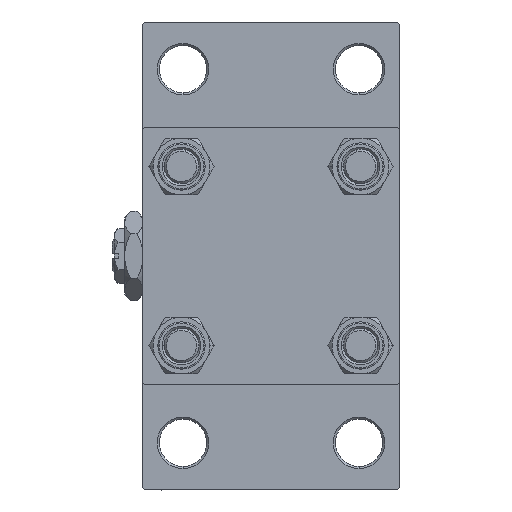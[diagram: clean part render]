
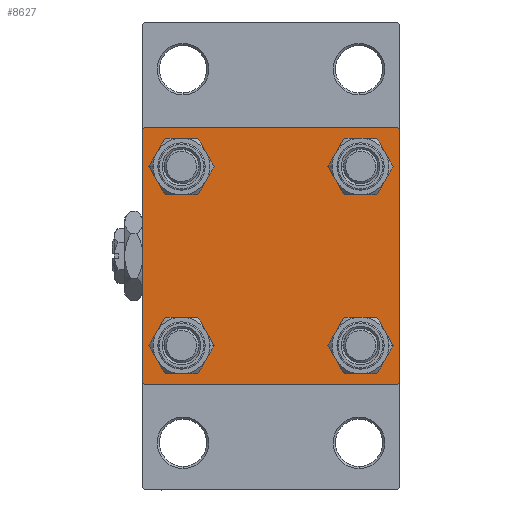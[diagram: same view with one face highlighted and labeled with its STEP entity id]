
A CAD part, left-side view. The second image highlights one B-rep face of the part: STEP entity #8627.
In plain terms, the highlighted planar face has unit normal (-1, 0, 0).
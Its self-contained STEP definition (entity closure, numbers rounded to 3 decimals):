
#29 = DIRECTION ( 'NONE',  ( 0., 0., -1. ) ) ;
#264 = VECTOR ( 'NONE', #4759, 1000. ) ;
#479 = ORIENTED_EDGE ( 'NONE', *, *, #47603, .T. ) ;
#528 = LINE ( 'NONE', #16351, #264 ) ;
#975 = EDGE_CURVE ( 'NONE', #43265, #6025, #38314, .T. ) ;
#1409 = ORIENTED_EDGE ( 'NONE', *, *, #2460, .T. ) ;
#1511 = EDGE_CURVE ( 'NONE', #6025, #43265, #21514, .T. ) ;
#1882 = DIRECTION ( 'NONE',  ( 0., 0., 1. ) ) ;
#2460 = EDGE_CURVE ( 'NONE', #7564, #46436, #3918, .T. ) ;
#2565 = DIRECTION ( 'NONE',  ( 0., 0., 1. ) ) ;
#3086 = VECTOR ( 'NONE', #6993, 1000. ) ;
#3133 = DIRECTION ( 'NONE',  ( 1., 0., 0. ) ) ;
#3615 = EDGE_CURVE ( 'NONE', #33646, #24207, #47796, .T. ) ;
#3918 = CIRCLE ( 'NONE', #19901, 4.5 ) ;
#4609 = CARTESIAN_POINT ( 'NONE',  ( 0., -20.85, -16.35 ) ) ;
#4759 = DIRECTION ( 'NONE',  ( 0., -1., 0. ) ) ;
#5271 = CIRCLE ( 'NONE', #8619, 4.5 ) ;
#5331 = CARTESIAN_POINT ( 'NONE',  ( 0., 29.75, -29.75 ) ) ;
#5636 = CARTESIAN_POINT ( 'NONE',  ( 0., -29.5, -30. ) ) ;
#5909 = DIRECTION ( 'NONE',  ( 0., 0., 1. ) ) ;
#6025 = VERTEX_POINT ( 'NONE', #16311 ) ;
#6523 = DIRECTION ( 'NONE',  ( 1., 0., 0. ) ) ;
#6993 = DIRECTION ( 'NONE',  ( 0., 0., -1. ) ) ;
#7230 = ORIENTED_EDGE ( 'NONE', *, *, #51938, .T. ) ;
#7399 = CARTESIAN_POINT ( 'NONE',  ( 0., -20.85, 20.85 ) ) ;
#7564 = VERTEX_POINT ( 'NONE', #45076 ) ;
#8131 = DIRECTION ( 'NONE',  ( 0., 0., 1. ) ) ;
#8222 = VERTEX_POINT ( 'NONE', #16243 ) ;
#8465 = CIRCLE ( 'NONE', #28657, 4.5 ) ;
#8619 = AXIS2_PLACEMENT_3D ( 'NONE', #50597, #9530, #1882 ) ;
#8627 = ADVANCED_FACE ( 'NONE', ( #28310, #24352, #11992, #27532, #15415 ), #48314, .T. ) ;
#8709 = CARTESIAN_POINT ( 'NONE',  ( 0., 30., 29.5 ) ) ;
#8934 = CARTESIAN_POINT ( 'NONE',  ( 0., 29.5, -30. ) ) ;
#9236 = VECTOR ( 'NONE', #29193, 1000. ) ;
#9530 = DIRECTION ( 'NONE',  ( 1., 0., 0. ) ) ;
#9590 = EDGE_LOOP ( 'NONE', ( #49531, #7230 ) ) ;
#10647 = EDGE_CURVE ( 'NONE', #8222, #26493, #51101, .T. ) ;
#10668 = EDGE_CURVE ( 'NONE', #46436, #7564, #32769, .T. ) ;
#10779 = CARTESIAN_POINT ( 'NONE',  ( 0., -29.5, 30. ) ) ;
#11014 = EDGE_LOOP ( 'NONE', ( #33718, #23743 ) ) ;
#11315 = VERTEX_POINT ( 'NONE', #39840 ) ;
#11726 = DIRECTION ( 'NONE',  ( 0., 0., 1. ) ) ;
#11759 = CARTESIAN_POINT ( 'NONE',  ( 0., -20.85, -25.35 ) ) ;
#11992 = FACE_BOUND ( 'NONE', #18389, .T. ) ;
#12558 = ORIENTED_EDGE ( 'NONE', *, *, #30202, .T. ) ;
#12846 = CARTESIAN_POINT ( 'NONE',  ( 0., -30., 29.5 ) ) ;
#13367 = LINE ( 'NONE', #49698, #47194 ) ;
#13636 = DIRECTION ( 'NONE',  ( 0., 0.707, -0.707 ) ) ;
#14243 = EDGE_CURVE ( 'NONE', #37278, #49658, #20049, .T. ) ;
#14510 = DIRECTION ( 'NONE',  ( 0., -1., 0. ) ) ;
#14800 = AXIS2_PLACEMENT_3D ( 'NONE', #26155, #37479, #41689 ) ;
#14856 = CARTESIAN_POINT ( 'NONE',  ( 0., 20.85, 20.85 ) ) ;
#14947 = CARTESIAN_POINT ( 'NONE',  ( 0., 20.85, -20.85 ) ) ;
#15332 = EDGE_LOOP ( 'NONE', ( #22336, #31528, #29732, #31895, #41628, #12558, #15990, #26924 ) ) ;
#15415 = FACE_OUTER_BOUND ( 'NONE', #15332, .T. ) ;
#15903 = AXIS2_PLACEMENT_3D ( 'NONE', #43587, #44120, #11726 ) ;
#15990 = ORIENTED_EDGE ( 'NONE', *, *, #10647, .F. ) ;
#16243 = CARTESIAN_POINT ( 'NONE',  ( 0., 29.5, 30. ) ) ;
#16311 = CARTESIAN_POINT ( 'NONE',  ( 0., -20.85, 25.35 ) ) ;
#16351 = CARTESIAN_POINT ( 'NONE',  ( 0., 30., -30. ) ) ;
#16541 = DIRECTION ( 'NONE',  ( 1., 0., 0. ) ) ;
#17804 = AXIS2_PLACEMENT_3D ( 'NONE', #39732, #3133, #22891 ) ;
#18389 = EDGE_LOOP ( 'NONE', ( #1409, #28566 ) ) ;
#18775 = VECTOR ( 'NONE', #19588, 1000. ) ;
#19072 = EDGE_CURVE ( 'NONE', #24168, #49658, #22070, .T. ) ;
#19536 = ORIENTED_EDGE ( 'NONE', *, *, #26521, .T. ) ;
#19588 = DIRECTION ( 'NONE',  ( 0., 0.707, 0.707 ) ) ;
#19881 = VERTEX_POINT ( 'NONE', #8934 ) ;
#19901 = AXIS2_PLACEMENT_3D ( 'NONE', #14947, #6523, #2565 ) ;
#20049 = LINE ( 'NONE', #36120, #22744 ) ;
#20054 = EDGE_LOOP ( 'NONE', ( #19536, #479 ) ) ;
#20354 = DIRECTION ( 'NONE',  ( 0., -0.707, -0.707 ) ) ;
#20421 = CARTESIAN_POINT ( 'NONE',  ( 0., -30., -29.5 ) ) ;
#21449 = CARTESIAN_POINT ( 'NONE',  ( 0., 20.85, 16.35 ) ) ;
#21514 = CIRCLE ( 'NONE', #31617, 4.5 ) ;
#22070 = LINE ( 'NONE', #49197, #9236 ) ;
#22336 = ORIENTED_EDGE ( 'NONE', *, *, #3615, .T. ) ;
#22451 = EDGE_CURVE ( 'NONE', #8222, #33646, #13367, .T. ) ;
#22744 = VECTOR ( 'NONE', #29, 1000. ) ;
#22891 = DIRECTION ( 'NONE',  ( 0., 0., 1. ) ) ;
#23187 = DIRECTION ( 'NONE',  ( 0., 0., 1. ) ) ;
#23743 = ORIENTED_EDGE ( 'NONE', *, *, #975, .T. ) ;
#24168 = VERTEX_POINT ( 'NONE', #5636 ) ;
#24207 = VERTEX_POINT ( 'NONE', #48188 ) ;
#24352 = FACE_BOUND ( 'NONE', #9590, .T. ) ;
#25098 = LINE ( 'NONE', #5331, #41603 ) ;
#25551 = CARTESIAN_POINT ( 'NONE',  ( 0., -20.85, 16.35 ) ) ;
#25687 = AXIS2_PLACEMENT_3D ( 'NONE', #7399, #39269, #35049 ) ;
#26155 = CARTESIAN_POINT ( 'NONE',  ( 0., -20.85, -20.85 ) ) ;
#26493 = VERTEX_POINT ( 'NONE', #10779 ) ;
#26521 = EDGE_CURVE ( 'NONE', #11315, #42860, #45557, .T. ) ;
#26924 = ORIENTED_EDGE ( 'NONE', *, *, #22451, .T. ) ;
#27532 = FACE_BOUND ( 'NONE', #20054, .T. ) ;
#28310 = FACE_BOUND ( 'NONE', #11014, .T. ) ;
#28566 = ORIENTED_EDGE ( 'NONE', *, *, #10668, .T. ) ;
#28657 = AXIS2_PLACEMENT_3D ( 'NONE', #14856, #46715, #5909 ) ;
#28924 = CARTESIAN_POINT ( 'NONE',  ( 0., -20.85, 20.85 ) ) ;
#29193 = DIRECTION ( 'NONE',  ( 0., -0.707, 0.707 ) ) ;
#29732 = ORIENTED_EDGE ( 'NONE', *, *, #30514, .T. ) ;
#30202 = EDGE_CURVE ( 'NONE', #37278, #26493, #43298, .T. ) ;
#30514 = EDGE_CURVE ( 'NONE', #19881, #24168, #528, .T. ) ;
#31528 = ORIENTED_EDGE ( 'NONE', *, *, #33307, .T. ) ;
#31617 = AXIS2_PLACEMENT_3D ( 'NONE', #28924, #16541, #8131 ) ;
#31895 = ORIENTED_EDGE ( 'NONE', *, *, #19072, .T. ) ;
#32769 = CIRCLE ( 'NONE', #36165, 4.5 ) ;
#33307 = EDGE_CURVE ( 'NONE', #24207, #19881, #25098, .T. ) ;
#33646 = VERTEX_POINT ( 'NONE', #8709 ) ;
#33718 = ORIENTED_EDGE ( 'NONE', *, *, #1511, .T. ) ;
#34775 = CARTESIAN_POINT ( 'NONE',  ( 0., 30., 30. ) ) ;
#35049 = DIRECTION ( 'NONE',  ( 0., 0., 1. ) ) ;
#35218 = EDGE_CURVE ( 'NONE', #47528, #49570, #39153, .T. ) ;
#35433 = CARTESIAN_POINT ( 'NONE',  ( 0., 30., 30. ) ) ;
#35661 = CARTESIAN_POINT ( 'NONE',  ( 0., -29.75, 29.75 ) ) ;
#36120 = CARTESIAN_POINT ( 'NONE',  ( 0., -30., 30. ) ) ;
#36165 = AXIS2_PLACEMENT_3D ( 'NONE', #42423, #46882, #23187 ) ;
#37278 = VERTEX_POINT ( 'NONE', #12846 ) ;
#37438 = CARTESIAN_POINT ( 'NONE',  ( 0., 20.85, -25.35 ) ) ;
#37479 = DIRECTION ( 'NONE',  ( 1., 0., 0. ) ) ;
#38314 = CIRCLE ( 'NONE', #25687, 4.5 ) ;
#39153 = CIRCLE ( 'NONE', #14800, 4.5 ) ;
#39269 = DIRECTION ( 'NONE',  ( 1., 0., 0. ) ) ;
#39732 = CARTESIAN_POINT ( 'NONE',  ( 0., 20.85, 20.85 ) ) ;
#39840 = CARTESIAN_POINT ( 'NONE',  ( 0., 20.85, 25.35 ) ) ;
#41212 = VECTOR ( 'NONE', #14510, 1000. ) ;
#41603 = VECTOR ( 'NONE', #20354, 1000. ) ;
#41628 = ORIENTED_EDGE ( 'NONE', *, *, #14243, .F. ) ;
#41689 = DIRECTION ( 'NONE',  ( 0., 0., 1. ) ) ;
#42423 = CARTESIAN_POINT ( 'NONE',  ( 0., 20.85, -20.85 ) ) ;
#42860 = VERTEX_POINT ( 'NONE', #21449 ) ;
#43265 = VERTEX_POINT ( 'NONE', #25551 ) ;
#43298 = LINE ( 'NONE', #35661, #18775 ) ;
#43587 = CARTESIAN_POINT ( 'NONE',  ( 0., 0., 0. ) ) ;
#44120 = DIRECTION ( 'NONE',  ( -1., 0., 0. ) ) ;
#45076 = CARTESIAN_POINT ( 'NONE',  ( 0., 20.85, -16.35 ) ) ;
#45557 = CIRCLE ( 'NONE', #17804, 4.5 ) ;
#46436 = VERTEX_POINT ( 'NONE', #37438 ) ;
#46715 = DIRECTION ( 'NONE',  ( 1., 0., 0. ) ) ;
#46882 = DIRECTION ( 'NONE',  ( 1., 0., 0. ) ) ;
#47194 = VECTOR ( 'NONE', #13636, 1000. ) ;
#47528 = VERTEX_POINT ( 'NONE', #4609 ) ;
#47603 = EDGE_CURVE ( 'NONE', #42860, #11315, #8465, .T. ) ;
#47796 = LINE ( 'NONE', #35433, #3086 ) ;
#48188 = CARTESIAN_POINT ( 'NONE',  ( 0., 30., -29.5 ) ) ;
#48314 = PLANE ( 'NONE',  #15903 ) ;
#49197 = CARTESIAN_POINT ( 'NONE',  ( 0., -29.75, -29.75 ) ) ;
#49531 = ORIENTED_EDGE ( 'NONE', *, *, #35218, .T. ) ;
#49570 = VERTEX_POINT ( 'NONE', #11759 ) ;
#49658 = VERTEX_POINT ( 'NONE', #20421 ) ;
#49698 = CARTESIAN_POINT ( 'NONE',  ( 0., 29.75, 29.75 ) ) ;
#50597 = CARTESIAN_POINT ( 'NONE',  ( 0., -20.85, -20.85 ) ) ;
#51101 = LINE ( 'NONE', #34775, #41212 ) ;
#51938 = EDGE_CURVE ( 'NONE', #49570, #47528, #5271, .T. ) ;
